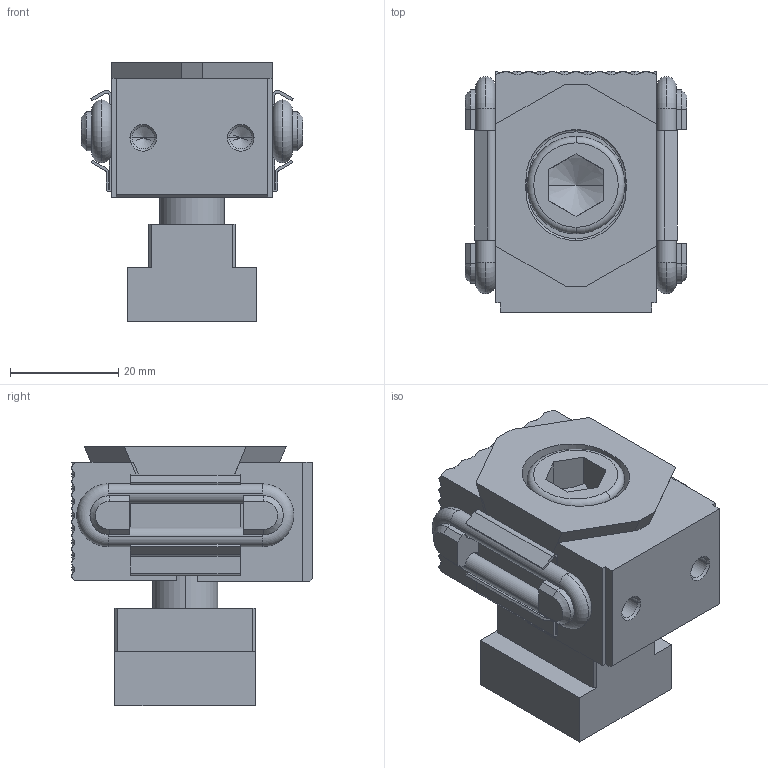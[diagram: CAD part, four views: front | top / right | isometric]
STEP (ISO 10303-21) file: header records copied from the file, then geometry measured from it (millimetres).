
FILE_DESCRIPTION(('STEP AP214'),'1');
FILE_NAME('HALDERN_EH_23250_0514.stp','2017-09-06T07:18:52',('TraceParts'),('TraceParts S.A.'),'Spatial InterOp 3D',' ',' ');
FILE_SCHEMA(('automotive_design'));
Length unit declared in the file: millimetre
Products named in the file (9): HALDERN_EH_23250_0514_1; HALDERN_EH_23250_0514_2; HALDERN_EH_23250_0514_3; HALDERN_EH_23250_0514_4; HALDERN_EH_23250_0514_5; HALDERN_EH_23250_0514_6; HALDERN_EH_23250_0514_7; HALDERN_EH_23250_0514_8; HALDERN_EH_23250_0514_9
Bounding box: 41 x 44.5 x 47.98 mm (x, y, z)
Volume: 39826.5 mm3; surface area: 20501.9 mm2
Topology: 9 solids, 9 shells, 918 faces, 2043 edges, 1142 vertices
Faces by surface type: plane 796, cylinder 74, torus 32, cone 16
Entity records: 31711 total; most frequent: CARTESIAN_POINT 4122, DIRECTION 4113, ORIENTED_EDGE 4074, EDGE_CURVE 2037, LINE 1799, VECTOR 1799, AXIS2_PLACEMENT_3D 1157, VERTEX_POINT 1142
